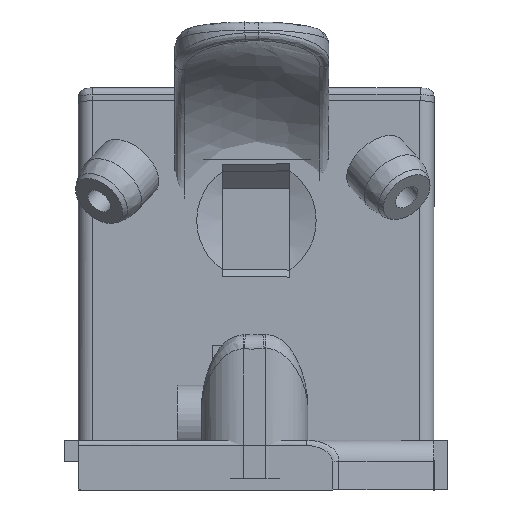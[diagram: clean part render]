
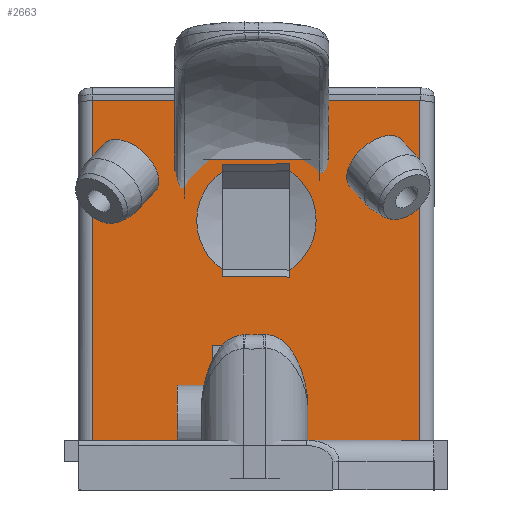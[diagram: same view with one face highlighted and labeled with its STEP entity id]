
A CAD part, left-side view. The second image highlights one B-rep face of the part: STEP entity #2663.
In plain terms, the highlighted planar face has unit normal (-1, 0, 0).
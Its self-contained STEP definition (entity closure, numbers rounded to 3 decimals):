
#13=ELLIPSE('',#2874,1.618,0.95);
#14=ELLIPSE('',#2875,1.618,0.95);
#15=ELLIPSE('',#2876,40.202,13.75);
#163=FACE_BOUND('',#541,.T.);
#164=FACE_BOUND('',#542,.T.);
#165=FACE_BOUND('',#543,.T.);
#166=FACE_BOUND('',#544,.T.);
#201=PLANE('',#2871);
#377=FACE_OUTER_BOUND('',#540,.T.);
#540=EDGE_LOOP('',(#2214,#2215,#2216,#2217,#2218,#2219,#2220,#2221));
#541=EDGE_LOOP('',(#2222,#2223,#2224,#2225,#2226,#2227,#2228,#2229));
#542=EDGE_LOOP('',(#2230,#2231));
#543=EDGE_LOOP('',(#2232,#2233));
#544=EDGE_LOOP('',(#2234,#2235));
#649=LINE('',#5212,#861);
#673=LINE('',#5356,#885);
#706=LINE('',#5427,#918);
#707=LINE('',#5431,#919);
#708=LINE('',#5433,#920);
#709=LINE('',#5435,#921);
#710=LINE('',#5437,#922);
#711=LINE('',#5438,#923);
#712=LINE('',#5441,#924);
#713=LINE('',#5445,#925);
#714=LINE('',#5447,#926);
#715=LINE('',#5449,#927);
#716=LINE('',#5453,#928);
#717=LINE('',#5454,#929);
#718=LINE('',#5458,#930);
#719=LINE('',#5462,#931);
#720=LINE('',#5466,#932);
#861=VECTOR('',#3198,10.);
#885=VECTOR('',#3260,10.);
#918=VECTOR('',#3323,10.);
#919=VECTOR('',#3328,10.);
#920=VECTOR('',#3329,10.);
#921=VECTOR('',#3330,10.);
#922=VECTOR('',#3331,10.);
#923=VECTOR('',#3332,10.);
#924=VECTOR('',#3333,10.);
#925=VECTOR('',#3336,10.);
#926=VECTOR('',#3337,10.);
#927=VECTOR('',#3338,10.);
#928=VECTOR('',#3341,10.);
#929=VECTOR('',#3342,10.);
#930=VECTOR('',#3345,10.);
#931=VECTOR('',#3348,10.);
#932=VECTOR('',#3351,10.);
#1108=CIRCLE('',#2872,4.262);
#1109=CIRCLE('',#2873,4.262);
#1227=VERTEX_POINT('',#5204);
#1228=VERTEX_POINT('',#5211);
#1265=VERTEX_POINT('',#5354);
#1288=VERTEX_POINT('',#5426);
#1289=VERTEX_POINT('',#5430);
#1290=VERTEX_POINT('',#5432);
#1291=VERTEX_POINT('',#5434);
#1292=VERTEX_POINT('',#5436);
#1293=VERTEX_POINT('',#5439);
#1294=VERTEX_POINT('',#5440);
#1295=VERTEX_POINT('',#5442);
#1296=VERTEX_POINT('',#5444);
#1297=VERTEX_POINT('',#5446);
#1298=VERTEX_POINT('',#5448);
#1299=VERTEX_POINT('',#5450);
#1300=VERTEX_POINT('',#5452);
#1301=VERTEX_POINT('',#5455);
#1302=VERTEX_POINT('',#5456);
#1303=VERTEX_POINT('',#5459);
#1304=VERTEX_POINT('',#5460);
#1305=VERTEX_POINT('',#5463);
#1306=VERTEX_POINT('',#5464);
#1541=EDGE_CURVE('',#1228,#1227,#649,.T.);
#1585=EDGE_CURVE('',#1265,#1227,#673,.T.);
#1620=EDGE_CURVE('',#1228,#1288,#706,.T.);
#1622=EDGE_CURVE('',#1289,#1265,#707,.T.);
#1623=EDGE_CURVE('',#1290,#1289,#708,.T.);
#1624=EDGE_CURVE('',#1291,#1290,#709,.T.);
#1625=EDGE_CURVE('',#1292,#1291,#710,.T.);
#1626=EDGE_CURVE('',#1292,#1288,#711,.T.);
#1627=EDGE_CURVE('',#1293,#1294,#712,.T.);
#1628=EDGE_CURVE('',#1293,#1295,#1108,.T.);
#1629=EDGE_CURVE('',#1296,#1295,#713,.T.);
#1630=EDGE_CURVE('',#1297,#1296,#714,.T.);
#1631=EDGE_CURVE('',#1298,#1297,#715,.T.);
#1632=EDGE_CURVE('',#1298,#1299,#1109,.T.);
#1633=EDGE_CURVE('',#1300,#1299,#716,.T.);
#1634=EDGE_CURVE('',#1294,#1300,#717,.T.);
#1635=EDGE_CURVE('',#1301,#1302,#13,.T.);
#1636=EDGE_CURVE('',#1302,#1301,#718,.T.);
#1637=EDGE_CURVE('',#1303,#1304,#14,.T.);
#1638=EDGE_CURVE('',#1304,#1303,#719,.T.);
#1639=EDGE_CURVE('',#1305,#1306,#15,.T.);
#1640=EDGE_CURVE('',#1306,#1305,#720,.T.);
#2214=ORIENTED_EDGE('',*,*,#1541,.T.);
#2215=ORIENTED_EDGE('',*,*,#1585,.F.);
#2216=ORIENTED_EDGE('',*,*,#1622,.F.);
#2217=ORIENTED_EDGE('',*,*,#1623,.F.);
#2218=ORIENTED_EDGE('',*,*,#1624,.F.);
#2219=ORIENTED_EDGE('',*,*,#1625,.F.);
#2220=ORIENTED_EDGE('',*,*,#1626,.T.);
#2221=ORIENTED_EDGE('',*,*,#1620,.F.);
#2222=ORIENTED_EDGE('',*,*,#1627,.F.);
#2223=ORIENTED_EDGE('',*,*,#1628,.T.);
#2224=ORIENTED_EDGE('',*,*,#1629,.F.);
#2225=ORIENTED_EDGE('',*,*,#1630,.F.);
#2226=ORIENTED_EDGE('',*,*,#1631,.F.);
#2227=ORIENTED_EDGE('',*,*,#1632,.T.);
#2228=ORIENTED_EDGE('',*,*,#1633,.F.);
#2229=ORIENTED_EDGE('',*,*,#1634,.F.);
#2230=ORIENTED_EDGE('',*,*,#1635,.T.);
#2231=ORIENTED_EDGE('',*,*,#1636,.T.);
#2232=ORIENTED_EDGE('',*,*,#1637,.T.);
#2233=ORIENTED_EDGE('',*,*,#1638,.T.);
#2234=ORIENTED_EDGE('',*,*,#1639,.T.);
#2235=ORIENTED_EDGE('',*,*,#1640,.T.);
#2663=ADVANCED_FACE('',(#377,#163,#164,#165,#166),#201,.T.);
#2871=AXIS2_PLACEMENT_3D('',#5429,#3326,#3327);
#2872=AXIS2_PLACEMENT_3D('',#5443,#3334,#3335);
#2873=AXIS2_PLACEMENT_3D('',#5451,#3339,#3340);
#2874=AXIS2_PLACEMENT_3D('',#5457,#3343,#3344);
#2875=AXIS2_PLACEMENT_3D('',#5461,#3346,#3347);
#2876=AXIS2_PLACEMENT_3D('',#5465,#3349,#3350);
#3198=DIRECTION('',(0.,1.,0.));
#3260=DIRECTION('',(0.,0.,1.));
#3323=DIRECTION('',(0.,0.,-1.));
#3326=DIRECTION('center_axis',(-1.,0.,0.));
#3327=DIRECTION('ref_axis',(0.,-1.,0.));
#3328=DIRECTION('',(0.,1.,0.));
#3329=DIRECTION('',(0.,0.,-1.));
#3330=DIRECTION('',(0.,1.,0.));
#3331=DIRECTION('',(0.,0.,1.));
#3332=DIRECTION('',(0.,-1.,0.));
#3333=DIRECTION('',(0.,0.,-1.));
#3334=DIRECTION('center_axis',(1.,0.,0.));
#3335=DIRECTION('ref_axis',(0.,0.,-1.));
#3336=DIRECTION('',(0.,0.,-1.));
#3337=DIRECTION('',(0.,1.,-0.008));
#3338=DIRECTION('',(0.,0.,1.));
#3339=DIRECTION('center_axis',(1.,0.,0.));
#3340=DIRECTION('ref_axis',(0.,0.,-1.));
#3341=DIRECTION('',(0.,0.,1.));
#3342=DIRECTION('',(0.,-1.,-0.008));
#3343=DIRECTION('center_axis',(1.,0.,0.));
#3344=DIRECTION('ref_axis',(0.,-0.674,-0.739));
#3345=DIRECTION('',(0.,-0.739,0.674));
#3346=DIRECTION('center_axis',(1.,0.,0.));
#3347=DIRECTION('ref_axis',(0.,0.674,-0.739));
#3348=DIRECTION('',(0.,-0.739,-0.674));
#3349=DIRECTION('center_axis',(1.,0.,0.));
#3350=DIRECTION('ref_axis',(0.,0.,1.));
#3351=DIRECTION('',(0.,1.,0.));
#5204=CARTESIAN_POINT('',(5.017,-355.603,9.771));
#5211=CARTESIAN_POINT('',(5.017,-378.982,9.771));
#5212=CARTESIAN_POINT('',(5.017,-390.,9.771));
#5354=CARTESIAN_POINT('',(5.017,-355.603,-14.5));
#5356=CARTESIAN_POINT('',(5.017,-355.603,-18.));
#5426=CARTESIAN_POINT('',(5.017,-378.982,-14.5));
#5427=CARTESIAN_POINT('',(5.017,-378.982,-18.));
#5429=CARTESIAN_POINT('Origin',(5.017,-354.603,-18.));
#5430=CARTESIAN_POINT('',(5.017,-364.205,-14.5));
#5431=CARTESIAN_POINT('',(5.017,-361.008,-14.5));
#5432=CARTESIAN_POINT('',(5.017,-364.205,-7.719));
#5433=CARTESIAN_POINT('',(5.017,-364.205,-14.425));
#5434=CARTESIAN_POINT('',(5.017,-367.205,-7.719));
#5435=CARTESIAN_POINT('',(5.017,-367.205,-7.719));
#5436=CARTESIAN_POINT('',(5.017,-367.205,-14.5));
#5437=CARTESIAN_POINT('',(5.017,-367.205,-14.425));
#5438=CARTESIAN_POINT('',(5.017,-360.948,-14.5));
#5439=CARTESIAN_POINT('',(5.017,-364.892,-2.265));
#5440=CARTESIAN_POINT('',(5.017,-364.892,-2.765));
#5441=CARTESIAN_POINT('',(5.017,-364.892,-10.133));
#5442=CARTESIAN_POINT('',(5.017,-364.892,4.735));
#5443=CARTESIAN_POINT('Origin',(5.017,-367.324,1.235));
#5444=CARTESIAN_POINT('',(5.017,-364.892,5.235));
#5445=CARTESIAN_POINT('',(5.017,-364.892,-10.133));
#5446=CARTESIAN_POINT('',(5.017,-369.702,5.271));
#5447=CARTESIAN_POINT('',(5.017,-359.659,5.196));
#5448=CARTESIAN_POINT('',(5.017,-369.702,4.771));
#5449=CARTESIAN_POINT('',(5.017,-369.702,-6.614));
#5450=CARTESIAN_POINT('',(5.017,-369.702,-2.302));
#5451=CARTESIAN_POINT('Origin',(5.017,-367.324,1.235));
#5452=CARTESIAN_POINT('',(5.017,-369.702,-2.802));
#5453=CARTESIAN_POINT('',(5.017,-369.702,-6.614));
#5454=CARTESIAN_POINT('',(5.017,-362.209,-2.745));
#5455=CARTESIAN_POINT('',(5.017,-376.667,6.201));
#5456=CARTESIAN_POINT('',(5.017,-375.263,4.922));
#5457=CARTESIAN_POINT('Origin',(5.017,-375.932,5.597));
#5458=CARTESIAN_POINT('',(5.017,-364.266,-5.103));
#5459=CARTESIAN_POINT('',(5.017,-358.874,4.564));
#5460=CARTESIAN_POINT('',(5.017,-357.494,5.821));
#5461=CARTESIAN_POINT('Origin',(5.017,-357.98,4.969));
#5462=CARTESIAN_POINT('',(5.017,-362.98,0.821));
#5463=CARTESIAN_POINT('',(5.017,-362.27,5.608));
#5464=CARTESIAN_POINT('',(5.017,-372.377,5.608));
#5465=CARTESIAN_POINT('Origin',(5.017,-367.324,-31.78));
#5466=CARTESIAN_POINT('',(5.017,-360.964,5.608));
